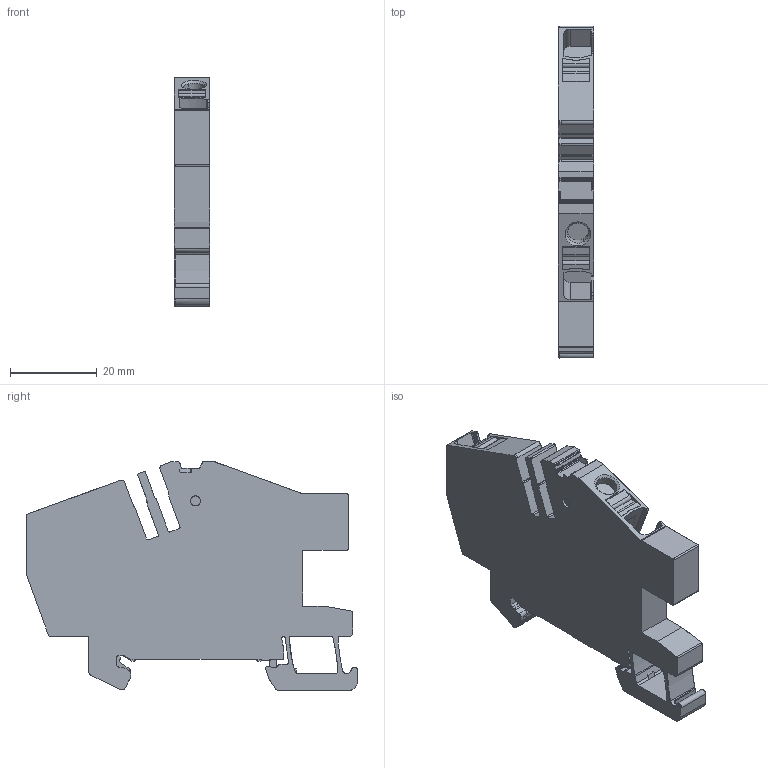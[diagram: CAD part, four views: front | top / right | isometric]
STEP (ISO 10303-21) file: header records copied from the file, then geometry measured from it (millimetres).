
FILE_DESCRIPTION(('CATIA V5 STEP Exchange','CAx-IF Rec.Pracs.--- Model Styling and Organization---1.4--- 2014-01-23'),'2;1');
FILE_NAME ('1117187-6_2', '2023-10-05T08:43:40+00:00', ('none'), ('Weidmueller'), 'CATIA Version 5-6 Release 2016 SP3 HF44', 'CATIA V5 STEP AP214', 'none');
FILE_SCHEMA(('AUTOMOTIVE_DESIGN { 1 0 10303 214 1 1 1 1 }'));
Length unit declared in the file: millimetre
Products named in the file (1): 2668720000
Bounding box: 8.1 x 76.57 x 52.83 mm (x, y, z)
Volume: 21203.1 mm3; surface area: 15438.5 mm2
Topology: 7 solids, 7 shells, 728 faces, 2093 edges, 1383 vertices
Faces by surface type: plane 300, cylinder 225, extrusion 187, cone 10, torus 4, bspline 2
Entity records: 28101 total; most frequent: CARTESIAN_POINT 9416, ORIENTED_EDGE 4182, DIRECTION 2770, EDGE_CURVE 2091, VECTOR 1527, VERTEX_POINT 1383, LINE 1340, AXIS2_PLACEMENT_3D 749
